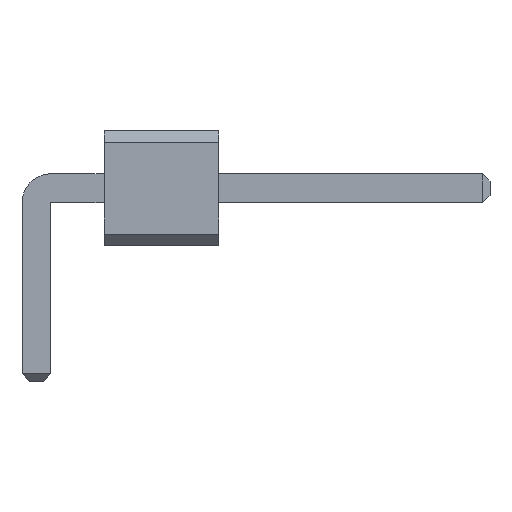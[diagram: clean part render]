
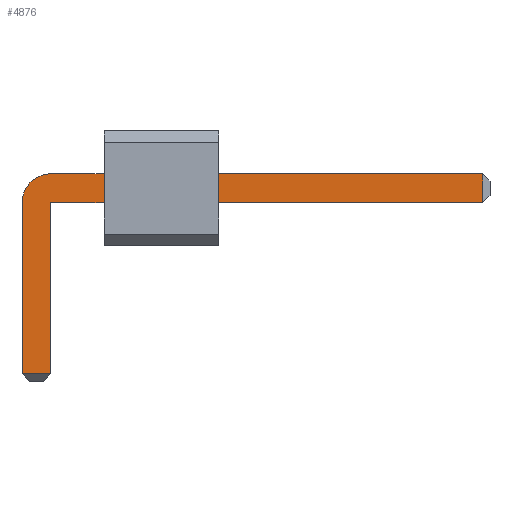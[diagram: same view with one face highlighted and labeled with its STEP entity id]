
A CAD part, front view. The second image highlights one B-rep face of the part: STEP entity #4876.
In plain terms, the highlighted planar face has unit normal (0, -1, 0).
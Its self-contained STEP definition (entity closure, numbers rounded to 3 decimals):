
#13=DIRECTION('',(0.,0.,1.));
#2209=VECTOR('',#13,1.);
#4676=VECTOR('',#4677,1.);
#4677=DIRECTION('',(1.,0.,0.));
#4683=VECTOR('',#4684,1.);
#4684=DIRECTION('',(0.,0.,-1.));
#4691=VECTOR('',#4692,1.);
#4692=DIRECTION('',(-1.,0.,0.));
#4713=DIRECTION('',(-0.,1.,0.));
#4717=DIRECTION('',(0.,1.,0.));
#4718=DIRECTION('',(1.,0.,0.));
#4725=VERTEX_POINT('',#4726);
#4726=CARTESIAN_POINT('',(0.32,-94.3,1.59));
#4728=ORIENTED_EDGE('',*,*,#4729,.T.);
#4729=EDGE_CURVE('',#4725,#4730,#4732,.T.);
#4730=VERTEX_POINT('',#4731);
#4731=CARTESIAN_POINT('',(9.88,-94.3,1.59));
#4732=LINE('',#4733,#4676);
#4733=CARTESIAN_POINT('',(-0.32,-94.3,1.59));
#4771=EDGE_CURVE('',#4772,#4725,#4774,.T.);
#4772=VERTEX_POINT('',#4773);
#4773=CARTESIAN_POINT('',(-0.32,-94.3,0.95));
#4774=CIRCLE('',#4775,0.64);
#4775=AXIS2_PLACEMENT_3D('',#4776,#4713,#4684);
#4776=CARTESIAN_POINT('',(0.32,-94.3,0.95));
#4788=VERTEX_POINT('',#4789);
#4789=CARTESIAN_POINT('',(9.88,-94.3,0.95));
#4791=ORIENTED_EDGE('',*,*,#4792,.T.);
#4792=EDGE_CURVE('',#4788,#4793,#4794,.T.);
#4793=VERTEX_POINT('',#4776);
#4794=LINE('',#4795,#4691);
#4795=CARTESIAN_POINT('',(10.04,-94.3,0.95));
#4807=VERTEX_POINT('',#4808);
#4808=CARTESIAN_POINT('',(-0.32,-94.3,-2.84));
#4810=ORIENTED_EDGE('',*,*,#4811,.T.);
#4811=EDGE_CURVE('',#4807,#4772,#4812,.T.);
#4812=LINE('',#4813,#2209);
#4813=CARTESIAN_POINT('',(-0.32,-94.3,-3.));
#4821=ORIENTED_EDGE('',*,*,#4822,.T.);
#4822=EDGE_CURVE('',#4793,#4823,#4825,.T.);
#4823=VERTEX_POINT('',#4824);
#4824=CARTESIAN_POINT('',(0.32,-94.3,-2.84));
#4825=LINE('',#4776,#4683);
#4876=ADVANCED_FACE('',(#4877),#4886,.F.);
#4877=FACE_BOUND('',#4878,.F.);
#4878=EDGE_LOOP('',(#4728,#4879,#4791,#4821,#4882,#4810,#4885));
#4879=ORIENTED_EDGE('',*,*,#4880,.T.);
#4880=EDGE_CURVE('',#4730,#4788,#4881,.T.);
#4881=LINE('',#4731,#4683);
#4882=ORIENTED_EDGE('',*,*,#4883,.T.);
#4883=EDGE_CURVE('',#4823,#4807,#4884,.T.);
#4884=LINE('',#4824,#4691);
#4885=ORIENTED_EDGE('',*,*,#4771,.T.);
#4886=PLANE('',#4887);
#4887=AXIS2_PLACEMENT_3D('',#4888,#4717,#4718);
#4888=CARTESIAN_POINT('',(3.576,-94.3,0.579));
